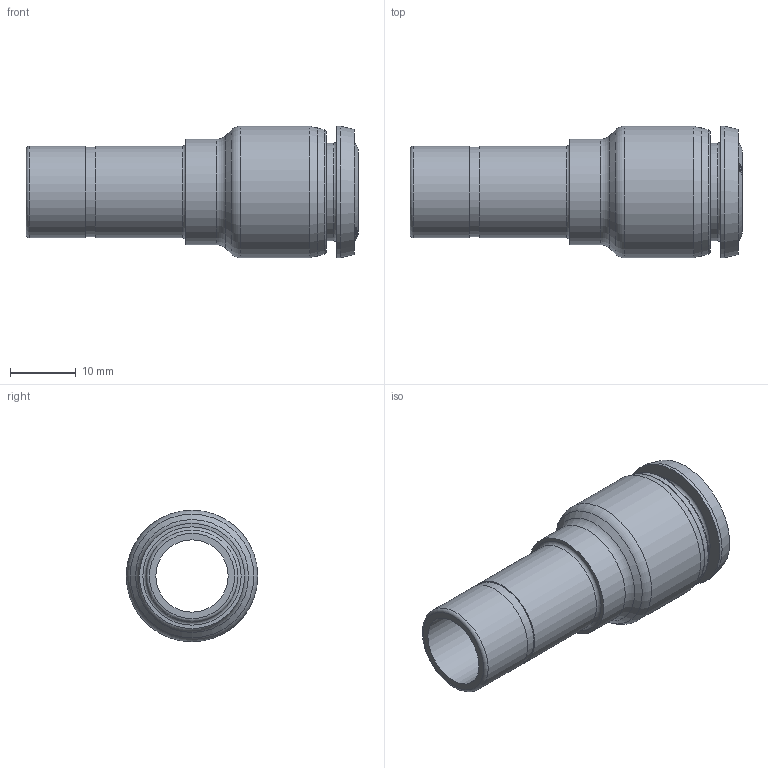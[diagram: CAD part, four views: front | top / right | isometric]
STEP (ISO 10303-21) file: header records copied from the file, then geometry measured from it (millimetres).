
FILE_DESCRIPTION(( 'RT.26.12.14.STEP' ), '1');
FILE_NAME( 'RT.26.12.14.STEP', '2021-02-23T16:29:08',( 'Sopra'),('sopra-pneumatic.com'), 'SwSTEP 2.0','SolidWorks 2009','' );
FILE_SCHEMA (( 'AUTOMOTIVE_DESIGN' ));
Length unit declared in the file: millimetre
Products named in the file (1): 5570000012A
Bounding box: 50.5 x 20 x 20 mm (x, y, z)
Surface area: 4636.7 mm2 (no closed solid volume)
Topology: 0 solids, 3 shells, 88 faces, 226 edges, 147 vertices
Faces by surface type: bspline 50, cone 15, cylinder 9, plane 8, torus 6
Full cylindrical faces by diameter (mm): 11 x1, 12.2 x1, 13.6 x1, 13.95 x2, 14.85 x1, 16 x1, 20 x2
Entity records: 6048 total; most frequent: CARTESIAN_POINT 3548, ORIENTED_EDGE 368, EDGE_CURVE 195, B_SPLINE_CURVE_WITH_KNOTS 162, VERTEX_POINT 141, DIRECTION 140, EDGE_LOOP 122, FACE_OUTER_BOUND 101
